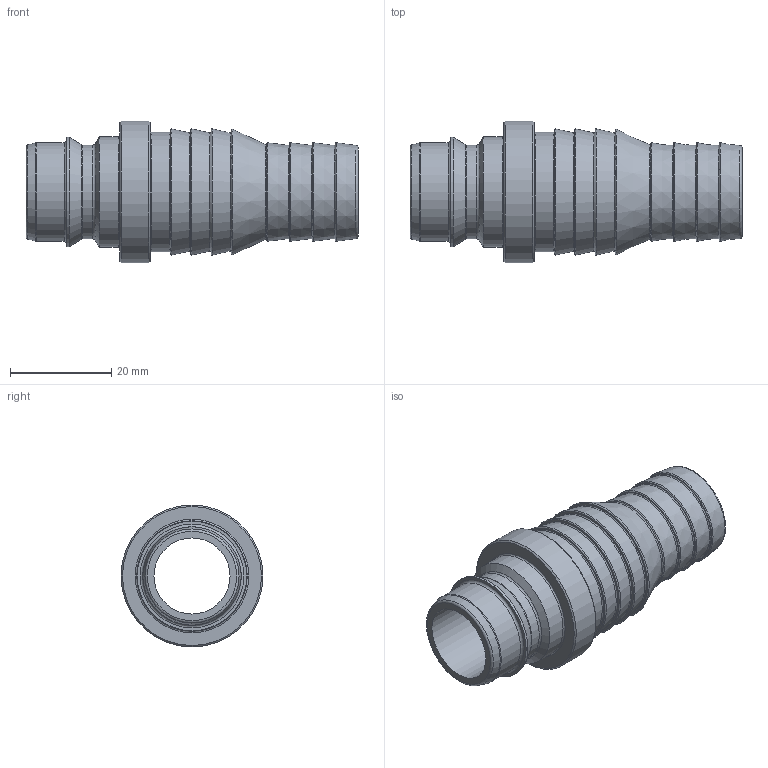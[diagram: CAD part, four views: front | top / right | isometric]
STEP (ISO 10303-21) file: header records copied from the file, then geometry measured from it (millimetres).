
FILE_DESCRIPTION(/* description */ ('Unknown'),/* implementation_level */ '2;1');
FILE_NAME(/* name */ '010000456',/* time_stamp */ '2022-05-18T08:56:03+02:00',/* author */ ('Unknown'),/* organization */ ('Unknown'),/* preprocessor_version */ 'ST-DEVELOPER v18.102',/* originating_system */ 'Solid Edge',/* authorisation */ 'Unknown');
FILE_SCHEMA (('AUTOMOTIVE_DESIGN {1 0 10303 214 3 1 1}'));
Length unit declared in the file: millimetre
Products named in the file (1): 29113__Stecker_ST-45_ND_NW2___-_00343003
Bounding box: 65.5 x 28 x 28 mm (x, y, z)
Volume: 12807.6 mm3; surface area: 8530 mm2
Topology: 1 solids, 1 shells, 56 faces, 112 edges, 68 vertices
Faces by surface type: torus 24, cone 13, plane 12, cylinder 7
Full cylindrical faces by diameter (mm): 15 x1, 18.5 x1, 19.45 x1, 21.6 x1, 21.8 x1, 23.5 x1, 28 x1
Entity records: 1158 total; most frequent: DIRECTION 226, CARTESIAN_POINT 169, AXIS2_PLACEMENT_3D 113, ORIENTED_EDGE 112, EDGE_LOOP 112, FACE_BOUND 112, EDGE_CURVE 56, VERTEX_POINT 56
